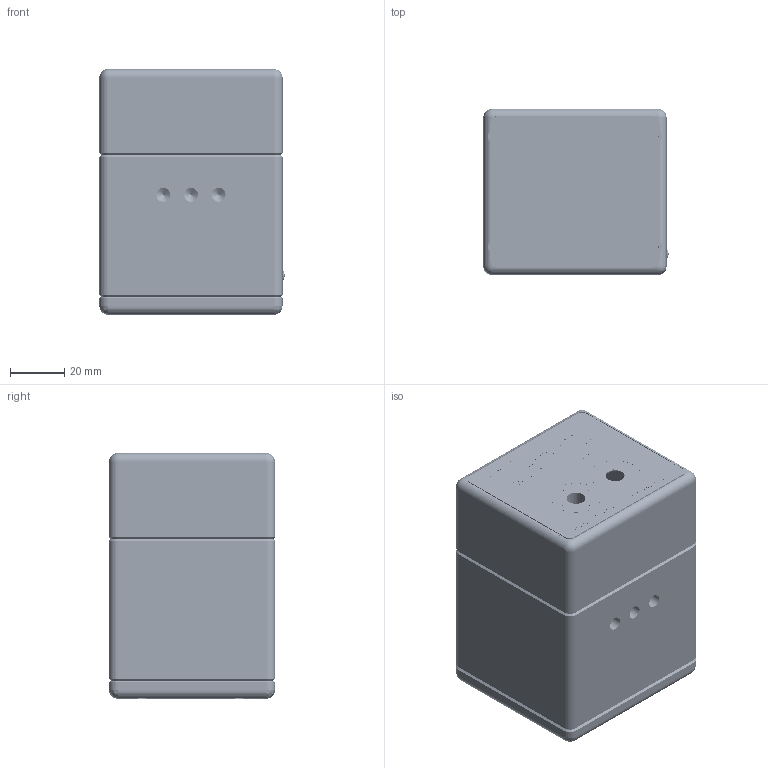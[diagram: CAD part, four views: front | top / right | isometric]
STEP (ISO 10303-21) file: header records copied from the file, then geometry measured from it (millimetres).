
FILE_DESCRIPTION (( 'STEP AP214' ), '1' );
FILE_NAME ('Public BMC2.STEP', '2020-03-26T01:28:08', ( '' ), ( '' ), 'SwSTEP 2.0', 'SolidWorks 2019', '' );
FILE_SCHEMA (( 'AUTOMOTIVE_DESIGN' ));
Length unit declared in the file: millimetre
Products named in the file (12): BeamMap Back; BeamMap 3D Case; 513870530; front case flat head phillips machine screw_96640A162; Label BM2-DD_2018; Public BMC2; PCB; Label Back BMBR2_2018; Collimate Lid; rear case flat head phillips machine screw_96640A058; PLP2-250
Assembly tree (16 placements, depth 3):
  Public BMC2
    BeamMap 3D Case
    Collimate Lid
    front case flat head phillips machine screw_96640A162  x4
    BeamMap Back
    Label BM2-DD_2018
    Label Back BMBR2_2018
    rear case flat head phillips machine screw_96640A058  x3
    PCB
      PCB
      513870530
    PLP2-250
Bounding box: 68.07 x 60.96 x 90.42 mm (x, y, z)
Volume: 162607.8 mm3; surface area: 84189.3 mm2
Topology: 15 solids, 15 shells, 3476 faces, 9695 edges, 6374 vertices
Faces by surface type: cylinder 1373, plane 1336, bspline 600, cone 161, sphere 6
Entity records: 129780 total; most frequent: CARTESIAN_POINT 57065, ORIENTED_EDGE 13450, DIRECTION 9239, EDGE_CURVE 6725, VERTEX_POINT 4428, VECTOR 4281, LINE 4281, EDGE_LOOP 2701
